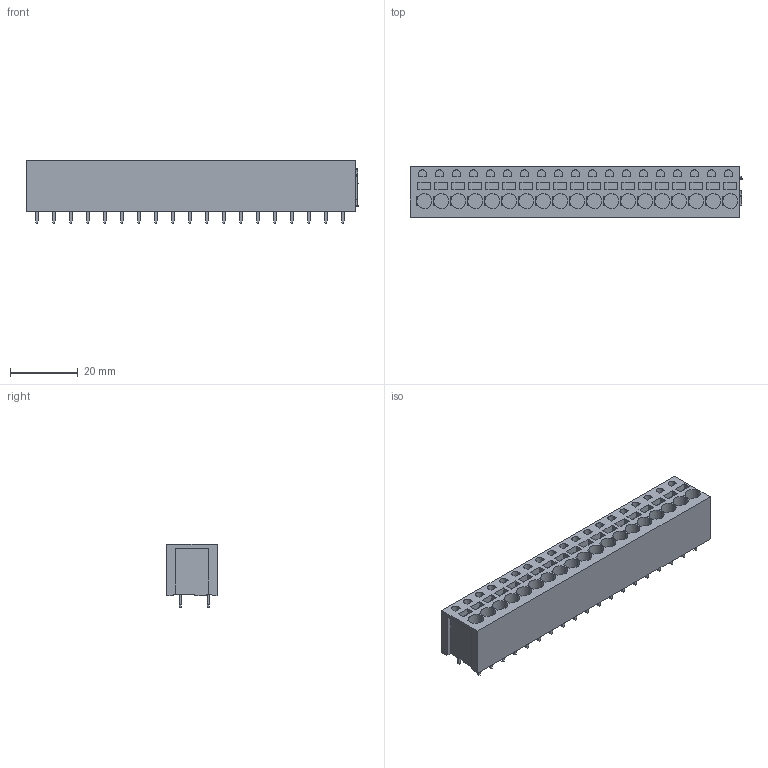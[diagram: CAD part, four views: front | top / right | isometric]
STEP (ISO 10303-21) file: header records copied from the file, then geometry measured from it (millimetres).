
FILE_DESCRIPTION(('CATIA V5 STEP Exchange','CAx-IF Rec.Pracs.--- Model Styling and Organization---1.4--- 2014-01-23'),'2;1');
FILE_NAME ('357002-3_2', '2022-08-11T06:53:30+00:00', ('none'), ('Weidmueller'), 'CATIA Version 5-6 Release 2016 SP3 HF44', 'CATIA V5 STEP AP214', 'none');
FILE_SCHEMA(('AUTOMOTIVE_DESIGN { 1 0 10303 214 1 1 1 1 }'));
Length unit declared in the file: millimetre
Products named in the file (1): 1425730000
Bounding box: 97.65 x 14.8 x 18.7 mm (x, y, z)
Volume: 19085.8 mm3; surface area: 9832.4 mm2
Topology: 39 solids, 39 shells, 724 faces, 1762 edges, 1176 vertices
Faces by surface type: plane 611, cylinder 113
Entity records: 20351 total; most frequent: CARTESIAN_POINT 3693, ORIENTED_EDGE 3524, DIRECTION 2783, EDGE_CURVE 1762, VECTOR 1498, LINE 1498, VERTEX_POINT 1176, EDGE_LOOP 784
